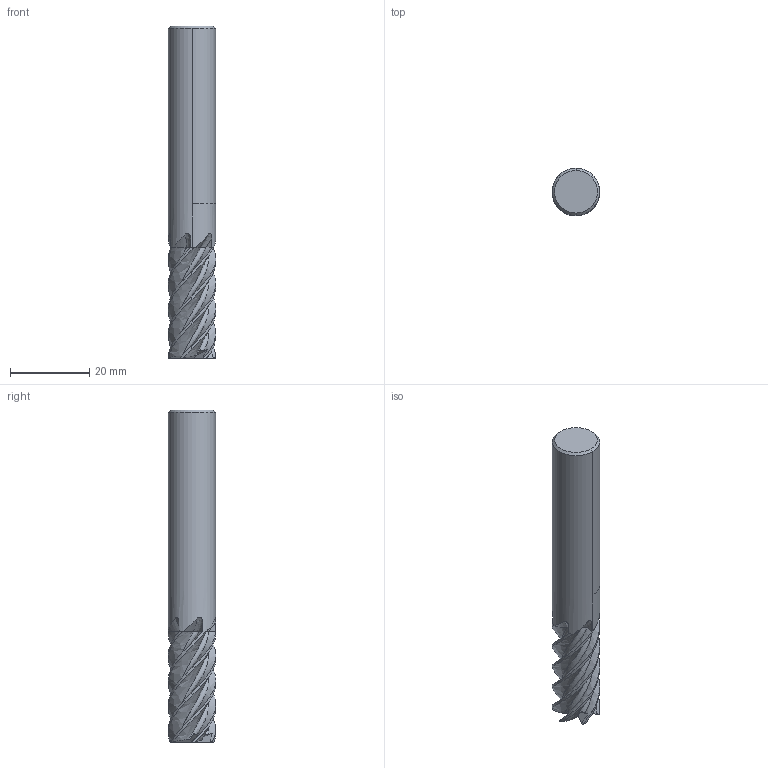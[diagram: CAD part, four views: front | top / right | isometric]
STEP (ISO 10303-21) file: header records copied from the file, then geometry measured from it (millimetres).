
FILE_DESCRIPTION(('no description'),'unknown implementation level');
FILE_NAME('K201523-12X28-Detail.stp',' ',('CIMSOURCE GmbH'),('CADClick - KiM GmbH - www.kimweb.de'),'unknown preprocess','ACIS','unknown authorization');
FILE_SCHEMA(('automotive_design'));
Length unit declared in the file: millimetre
Products named in the file (2): NOCUT; CUT
Bounding box: 12 x 12 x 84 mm (x, y, z)
Volume: 8091.7 mm3; surface area: 4039.9 mm2
Topology: 2 solids, 2 shells, 104 faces, 280 edges, 181 vertices
Faces by surface type: plane 34, revolution 24, bspline 24, cone 18, cylinder 4
Entity records: 16464 total; most frequent: CARTESIAN_POINT 10965, STYLED_ITEM 567, PRESENTATION_STYLE_ASSIGNMENT 567, COLOUR_RGB 567, ORIENTED_EDGE 560, DIRECTION 362, EDGE_CURVE 280, CURVE_STYLE 280
